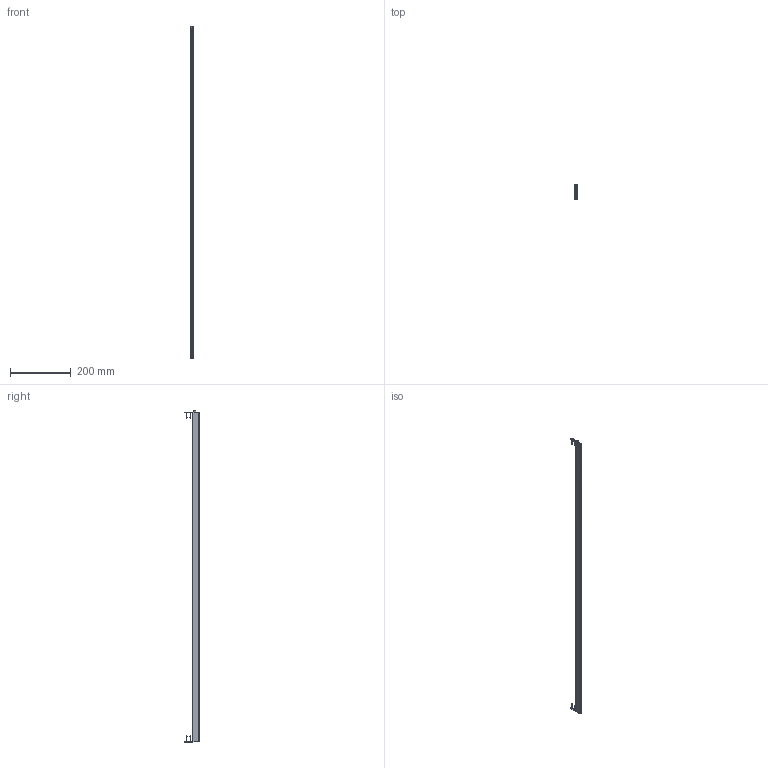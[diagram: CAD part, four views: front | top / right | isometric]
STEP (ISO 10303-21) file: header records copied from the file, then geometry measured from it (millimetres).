
FILE_DESCRIPTION (( 'STEP AP203' ), '1' );
FILE_NAME ('TW1085.STEP', '2025-03-07T10:05:45', ( '' ), ( '' ), 'SwSTEP 2.0', 'SolidWorks 2023', '' );
FILE_SCHEMA (( 'CONFIG_CONTROL_DESIGN' ));
Length unit declared in the file: millimetre
Products named in the file (6): Schraube 3x20_01; TW1085; Aussengehäuse_TW_1085; Betätigungsteil_TW; Haltewinkel_Haltewinkel TW; Innengeometrie_TW
Assembly tree (9 placements, depth 2):
  TW1085
    Aussengehäuse_TW_1085
    Innengeometrie_TW
    Betätigungsteil_TW
    Haltewinkel_Haltewinkel TW  x2
    Schraube 3x20_01  x4
Bounding box: 8.2 x 48.23 x 1092 mm (x, y, z)
Volume: 122207.1 mm3; surface area: 194443.1 mm2
Topology: 26 solids, 26 shells, 1149 faces, 3175 edges, 2104 vertices
Faces by surface type: plane 538, bspline 496, cylinder 89, cone 24, torus 2
Entity records: 45540 total; most frequent: CARTESIAN_POINT 25766, ORIENTED_EDGE 4656, DIRECTION 2568, EDGE_CURVE 2328, VERTEX_POINT 1549, LINE 1458, VECTOR 1458, EDGE_LOOP 941
